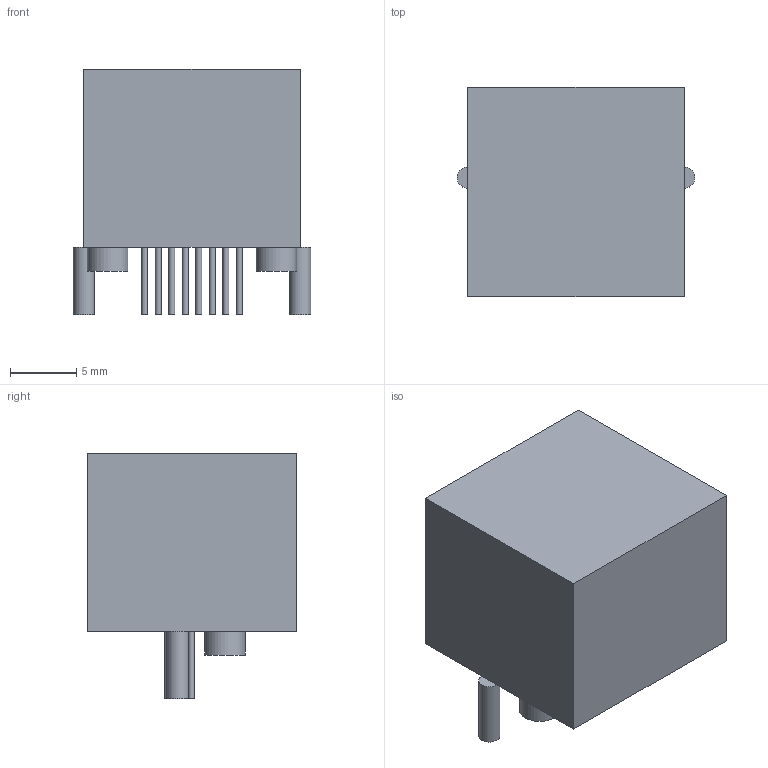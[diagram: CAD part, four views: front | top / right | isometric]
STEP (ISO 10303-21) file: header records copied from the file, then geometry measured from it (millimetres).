
FILE_DESCRIPTION(('FreeCAD Model'),'2;1');
FILE_NAME('5357575.1.3.stp','2023-11-27T06:26:30',( 'Author'),(''),'Open CASCADE STEP processor 6.9','FreeCAD','Unknown' );
FILE_SCHEMA(('AUTOMOTIVE_DESIGN { 1 0 10303 214 1 1 1 1 }'));
Length unit declared in the file: millimetre
Products named in the file (4): ASSEMBLY; Body; Lugs; Leads
Assembly tree (3 placements, depth 2):
  ASSEMBLY
    Body
    Lugs
    Leads
Bounding box: 17.86 x 15.75 x 18.5 mm (x, y, z)
Volume: 3485.3 mm3; surface area: 1554.7 mm2
Topology: 13 solids, 13 shells, 42 faces, 48 edges, 32 vertices
Faces by surface type: plane 30, cylinder 12
Full cylindrical faces by diameter (mm): 0.46 x8, 1.6 x2, 3.05 x2
Entity records: 1602 total; most frequent: DIRECTION 260, CARTESIAN_POINT 222, ORIENTED_EDGE 96, LINE 96, VECTOR 96, PCURVE 96, DEFINITIONAL_REPRESENTATION 96, AXIS2_PLACEMENT_3D 70
